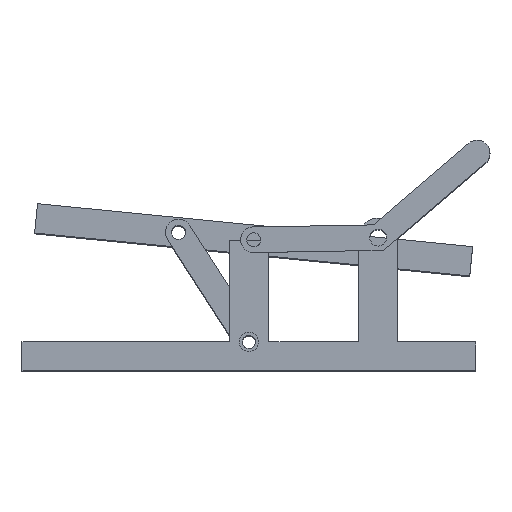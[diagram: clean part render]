
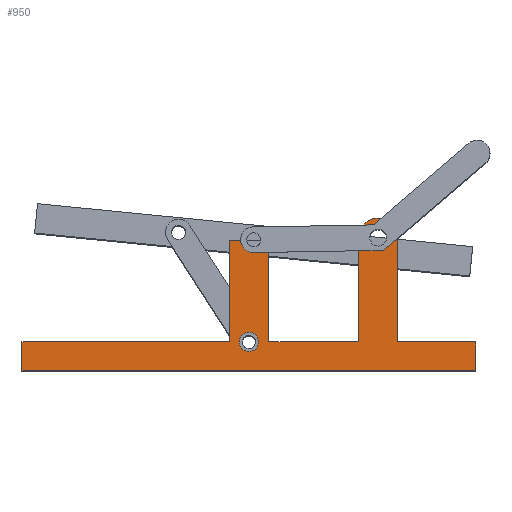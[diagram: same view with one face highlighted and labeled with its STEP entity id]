
A CAD part, top view. The second image highlights one B-rep face of the part: STEP entity #950.
In plain terms, the highlighted planar face has unit normal (0, 0, 1).
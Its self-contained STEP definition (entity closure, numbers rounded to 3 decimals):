
#48 = VERTEX_POINT ( 'NONE', #4382 ) ;
#51 = EDGE_CURVE ( 'NONE', #1857, #48, #3609, .T. ) ;
#101 = CARTESIAN_POINT ( 'NONE',  ( 30.676, 51.606, 2. ) ) ;
#183 = CARTESIAN_POINT ( 'NONE',  ( -11.324, 11.554, 2. ) ) ;
#187 = DIRECTION ( 'NONE',  ( 0., 1., 0. ) ) ;
#231 = PLANE ( 'NONE',  #3486 ) ;
#245 = EDGE_CURVE ( 'NONE', #4131, #3887, #1082, .T. ) ;
#251 = VERTEX_POINT ( 'NONE', #4976 ) ;
#318 = EDGE_LOOP ( 'NONE', ( #2944, #4956, #2596, #4057, #4870, #1061, #4193, #5341, #2962, #940, #3919, #4936 ) ) ;
#415 = VERTEX_POINT ( 'NONE', #954 ) ;
#514 = DIRECTION ( 'NONE',  ( 1., 0., 0. ) ) ;
#561 = VERTEX_POINT ( 'NONE', #3458 ) ;
#599 = DIRECTION ( 'NONE',  ( 0., 0., 1. ) ) ;
#600 = LINE ( 'NONE', #2674, #3763 ) ;
#692 = VERTEX_POINT ( 'NONE', #4771 ) ;
#717 = DIRECTION ( 'NONE',  ( -1., 0., 0. ) ) ;
#751 = CARTESIAN_POINT ( 'NONE',  ( -26.324, 11.554, 2. ) ) ;
#796 = VECTOR ( 'NONE', #1171, 1000. ) ;
#802 = CARTESIAN_POINT ( 'NONE',  ( 38.176, 11.554, 2. ) ) ;
#842 = CARTESIAN_POINT ( 'NONE',  ( -11.324, 50.402, 2. ) ) ;
#850 = AXIS2_PLACEMENT_3D ( 'NONE', #101, #3011, #514 ) ;
#940 = ORIENTED_EDGE ( 'NONE', *, *, #51, .T. ) ;
#950 = ADVANCED_FACE ( 'NONE', ( #3596, #2515, #2638 ), #231, .T. ) ;
#954 = CARTESIAN_POINT ( 'NONE',  ( 27.384, 51.606, 2. ) ) ;
#985 = EDGE_CURVE ( 'NONE', #1209, #1857, #2379, .T. ) ;
#1010 = CARTESIAN_POINT ( 'NONE',  ( 38.176, 51.606, 2. ) ) ;
#1017 = AXIS2_PLACEMENT_3D ( 'NONE', #2402, #5260, #2802 ) ;
#1059 = LINE ( 'NONE', #751, #796 ) ;
#1061 = ORIENTED_EDGE ( 'NONE', *, *, #1262, .T. ) ;
#1082 = LINE ( 'NONE', #802, #2069 ) ;
#1134 = VECTOR ( 'NONE', #3165, 1000. ) ;
#1170 = DIRECTION ( 'NONE',  ( 0., 0., 1. ) ) ;
#1171 = DIRECTION ( 'NONE',  ( 0., -1., 0. ) ) ;
#1201 = CIRCLE ( 'NONE', #3180, 7.5 ) ;
#1209 = VERTEX_POINT ( 'NONE', #4182 ) ;
#1257 = LINE ( 'NONE', #4390, #1134 ) ;
#1262 = EDGE_CURVE ( 'NONE', #3102, #251, #1201, .T. ) ;
#1342 = CARTESIAN_POINT ( 'NONE',  ( -26.324, 11.554, 2. ) ) ;
#1343 = VERTEX_POINT ( 'NONE', #4462 ) ;
#1442 = EDGE_CURVE ( 'NONE', #1343, #5044, #1257, .T. ) ;
#1528 = CARTESIAN_POINT ( 'NONE',  ( 30.676, 51.606, 2. ) ) ;
#1581 = LINE ( 'NONE', #183, #4592 ) ;
#1632 = EDGE_CURVE ( 'NONE', #5044, #4131, #3769, .T. ) ;
#1655 = EDGE_CURVE ( 'NONE', #3887, #3102, #3643, .T. ) ;
#1838 = EDGE_LOOP ( 'NONE', ( #4246, #4834 ) ) ;
#1857 = VERTEX_POINT ( 'NONE', #842 ) ;
#1873 = VECTOR ( 'NONE', #3895, 1000. ) ;
#1901 = DIRECTION ( 'NONE',  ( 1., 0., 0. ) ) ;
#1968 = VERTEX_POINT ( 'NONE', #1342 ) ;
#1992 = EDGE_CURVE ( 'NONE', #415, #2842, #4535, .T. ) ;
#2000 = LINE ( 'NONE', #2669, #1873 ) ;
#2016 = CARTESIAN_POINT ( 'NONE',  ( 68.176, 11.554, 2. ) ) ;
#2069 = VECTOR ( 'NONE', #3737, 1000. ) ;
#2112 = EDGE_CURVE ( 'NONE', #692, #1343, #600, .T. ) ;
#2126 = CIRCLE ( 'NONE', #2396, 3.292 ) ;
#2169 = CIRCLE ( 'NONE', #1017, 3.661 ) ;
#2176 = EDGE_CURVE ( 'NONE', #561, #1209, #1581, .T. ) ;
#2228 = DIRECTION ( 'NONE',  ( 0., 0., 1. ) ) ;
#2277 = DIRECTION ( 'NONE',  ( -1., 0., 0. ) ) ;
#2321 = CARTESIAN_POINT ( 'NONE',  ( 30.676, 51.606, 2. ) ) ;
#2379 = LINE ( 'NONE', #4715, #3326 ) ;
#2396 = AXIS2_PLACEMENT_3D ( 'NONE', #1528, #2228, #5096 ) ;
#2402 = CARTESIAN_POINT ( 'NONE',  ( -18.986, 11.554, 2. ) ) ;
#2507 = DIRECTION ( 'NONE',  ( 1., 0., 0. ) ) ;
#2515 = FACE_OUTER_BOUND ( 'NONE', #318, .T. ) ;
#2567 = VECTOR ( 'NONE', #5228, 1000. ) ;
#2596 = ORIENTED_EDGE ( 'NONE', *, *, #1632, .T. ) ;
#2638 = FACE_BOUND ( 'NONE', #3444, .T. ) ;
#2669 = CARTESIAN_POINT ( 'NONE',  ( 23.176, 11.554, 2. ) ) ;
#2674 = CARTESIAN_POINT ( 'NONE',  ( -106.147, 11.554, 2. ) ) ;
#2794 = CARTESIAN_POINT ( 'NONE',  ( -106.147, 11.554, 2. ) ) ;
#2795 = CARTESIAN_POINT ( 'NONE',  ( 68.176, 11.554, 2. ) ) ;
#2802 = DIRECTION ( 'NONE',  ( 1., 0., 0. ) ) ;
#2842 = VERTEX_POINT ( 'NONE', #3768 ) ;
#2915 = CARTESIAN_POINT ( 'NONE',  ( 30.676, 51.606, 2. ) ) ;
#2944 = ORIENTED_EDGE ( 'NONE', *, *, #2112, .T. ) ;
#2962 = ORIENTED_EDGE ( 'NONE', *, *, #985, .T. ) ;
#3011 = DIRECTION ( 'NONE',  ( 0., 0., 1. ) ) ;
#3042 = EDGE_CURVE ( 'NONE', #2842, #415, #2126, .T. ) ;
#3085 = DIRECTION ( 'NONE',  ( 0., -1., 0. ) ) ;
#3102 = VERTEX_POINT ( 'NONE', #1010 ) ;
#3109 = EDGE_CURVE ( 'NONE', #251, #561, #2000, .T. ) ;
#3135 = ORIENTED_EDGE ( 'NONE', *, *, #3397, .F. ) ;
#3165 = DIRECTION ( 'NONE',  ( 1., 0., 0. ) ) ;
#3180 = AXIS2_PLACEMENT_3D ( 'NONE', #2915, #599, #2507 ) ;
#3326 = VECTOR ( 'NONE', #187, 1000. ) ;
#3397 = EDGE_CURVE ( 'NONE', #3674, #4239, #4115, .T. ) ;
#3414 = CARTESIAN_POINT ( 'NONE',  ( -15.325, 11.554, 2. ) ) ;
#3444 = EDGE_LOOP ( 'NONE', ( #4924, #3135 ) ) ;
#3458 = CARTESIAN_POINT ( 'NONE',  ( 23.176, 11.554, 2. ) ) ;
#3486 = AXIS2_PLACEMENT_3D ( 'NONE', #2321, #4754, #1901 ) ;
#3514 = VECTOR ( 'NONE', #5273, 1000. ) ;
#3589 = VECTOR ( 'NONE', #717, 1000. ) ;
#3596 = FACE_BOUND ( 'NONE', #1838, .T. ) ;
#3609 = LINE ( 'NONE', #4424, #4555 ) ;
#3638 = CARTESIAN_POINT ( 'NONE',  ( -18.986, 11.554, 2. ) ) ;
#3641 = CARTESIAN_POINT ( 'NONE',  ( 68.176, 0.435, 2. ) ) ;
#3643 = LINE ( 'NONE', #4843, #3514 ) ;
#3674 = VERTEX_POINT ( 'NONE', #3414 ) ;
#3737 = DIRECTION ( 'NONE',  ( -1., 0., 0. ) ) ;
#3763 = VECTOR ( 'NONE', #3085, 1000. ) ;
#3768 = CARTESIAN_POINT ( 'NONE',  ( 33.967, 51.606, 2. ) ) ;
#3769 = LINE ( 'NONE', #2795, #2567 ) ;
#3887 = VERTEX_POINT ( 'NONE', #3944 ) ;
#3895 = DIRECTION ( 'NONE',  ( 0., -1., 0. ) ) ;
#3919 = ORIENTED_EDGE ( 'NONE', *, *, #5035, .T. ) ;
#3944 = CARTESIAN_POINT ( 'NONE',  ( 38.176, 11.554, 2. ) ) ;
#4010 = DIRECTION ( 'NONE',  ( -1., 0., 0. ) ) ;
#4057 = ORIENTED_EDGE ( 'NONE', *, *, #245, .T. ) ;
#4070 = DIRECTION ( 'NONE',  ( 1., 0., 0. ) ) ;
#4073 = EDGE_CURVE ( 'NONE', #1968, #692, #4661, .T. ) ;
#4115 = CIRCLE ( 'NONE', #4267, 3.661 ) ;
#4131 = VERTEX_POINT ( 'NONE', #2016 ) ;
#4182 = CARTESIAN_POINT ( 'NONE',  ( -11.324, 11.554, 2. ) ) ;
#4193 = ORIENTED_EDGE ( 'NONE', *, *, #3109, .T. ) ;
#4239 = VERTEX_POINT ( 'NONE', #4942 ) ;
#4246 = ORIENTED_EDGE ( 'NONE', *, *, #1992, .F. ) ;
#4267 = AXIS2_PLACEMENT_3D ( 'NONE', #3638, #1170, #4070 ) ;
#4382 = CARTESIAN_POINT ( 'NONE',  ( -26.324, 50.402, 2. ) ) ;
#4390 = CARTESIAN_POINT ( 'NONE',  ( -106.147, 0.435, 2. ) ) ;
#4424 = CARTESIAN_POINT ( 'NONE',  ( -26.324, 50.402, 2. ) ) ;
#4462 = CARTESIAN_POINT ( 'NONE',  ( -106.147, 0.435, 2. ) ) ;
#4535 = CIRCLE ( 'NONE', #850, 3.292 ) ;
#4555 = VECTOR ( 'NONE', #4010, 1000. ) ;
#4592 = VECTOR ( 'NONE', #2277, 1000. ) ;
#4661 = LINE ( 'NONE', #2794, #3589 ) ;
#4715 = CARTESIAN_POINT ( 'NONE',  ( -11.324, 11.554, 2. ) ) ;
#4754 = DIRECTION ( 'NONE',  ( 0., 0., 1. ) ) ;
#4771 = CARTESIAN_POINT ( 'NONE',  ( -106.147, 11.554, 2. ) ) ;
#4834 = ORIENTED_EDGE ( 'NONE', *, *, #3042, .F. ) ;
#4843 = CARTESIAN_POINT ( 'NONE',  ( 38.176, 11.554, 2. ) ) ;
#4870 = ORIENTED_EDGE ( 'NONE', *, *, #1655, .T. ) ;
#4924 = ORIENTED_EDGE ( 'NONE', *, *, #5012, .F. ) ;
#4936 = ORIENTED_EDGE ( 'NONE', *, *, #4073, .T. ) ;
#4942 = CARTESIAN_POINT ( 'NONE',  ( -22.646, 11.554, 2. ) ) ;
#4956 = ORIENTED_EDGE ( 'NONE', *, *, #1442, .T. ) ;
#4976 = CARTESIAN_POINT ( 'NONE',  ( 23.176, 51.606, 2. ) ) ;
#5012 = EDGE_CURVE ( 'NONE', #4239, #3674, #2169, .T. ) ;
#5035 = EDGE_CURVE ( 'NONE', #48, #1968, #1059, .T. ) ;
#5044 = VERTEX_POINT ( 'NONE', #3641 ) ;
#5096 = DIRECTION ( 'NONE',  ( 1., 0., 0. ) ) ;
#5228 = DIRECTION ( 'NONE',  ( 0., 1., 0. ) ) ;
#5260 = DIRECTION ( 'NONE',  ( 0., 0., 1. ) ) ;
#5273 = DIRECTION ( 'NONE',  ( 0., 1., 0. ) ) ;
#5341 = ORIENTED_EDGE ( 'NONE', *, *, #2176, .T. ) ;
